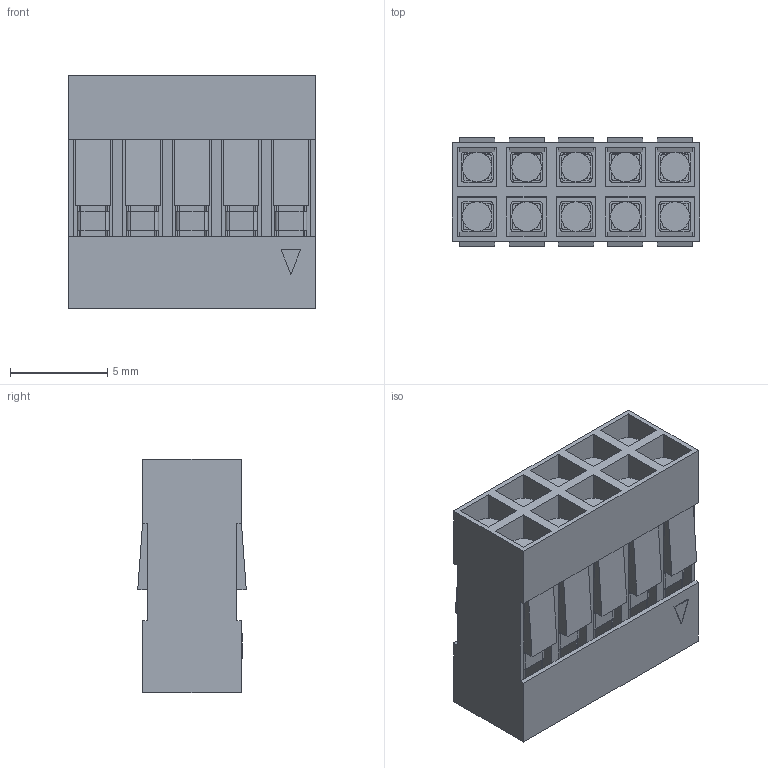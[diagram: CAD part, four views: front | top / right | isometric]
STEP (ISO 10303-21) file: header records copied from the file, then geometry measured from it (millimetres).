
FILE_DESCRIPTION (( 'STEP AP214' ), '1' );
FILE_NAME ('DS1071-2x5.STEP', '2019-05-31T22:52:58', ( 'VR' ), ( '' ), 'SwSTEP 2.0', 'SolidWorks 2016', '' );
FILE_SCHEMA (( 'AUTOMOTIVE_DESIGN' ));
Length unit declared in the file: millimetre
Products named in the file (1): DS1071-2x5
Bounding box: 12.7 x 5.57 x 12 mm (x, y, z)
Volume: 368.4 mm3; surface area: 2375 mm2
Topology: 11 solids, 11 shells, 678 faces, 2065 edges, 1310 vertices
Faces by surface type: plane 498, cylinder 180
Entity records: 30711 total; most frequent: ORIENTED_EDGE 4130, CARTESIAN_POINT 4054, DIRECTION 3883, EDGE_CURVE 2065, VECTOR 1605, LINE 1605, VERTEX_POINT 1310, AXIS2_PLACEMENT_3D 1139
